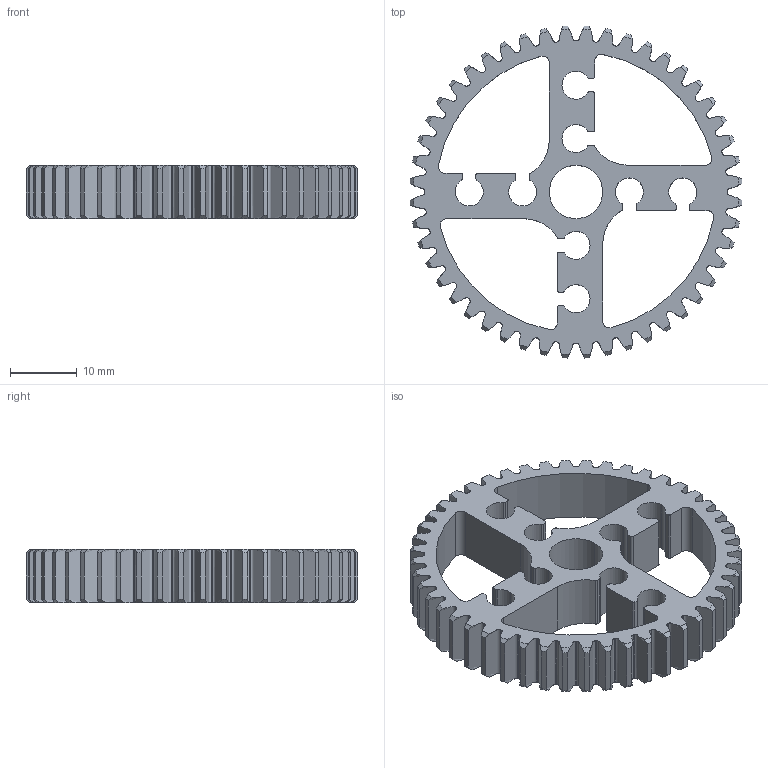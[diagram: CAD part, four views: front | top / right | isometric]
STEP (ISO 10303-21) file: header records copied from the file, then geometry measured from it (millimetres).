
FILE_DESCRIPTION (( 'STEP AP214' ), '1' );
FILE_NAME ('Gear 48T喘謫.step', '2016-10-28T04:15:27', ( 'dell' ), ( '' ), 'SwSTEP 2.0', 'SolidWorks 2013', '' );
FILE_SCHEMA (( 'AUTOMOTIVE_DESIGN' ));
Length unit declared in the file: millimetre
Products named in the file (1): Gear 48T喘謫
Bounding box: 49.74 x 49.74 x 8 mm (x, y, z)
Volume: 6117.9 mm3; surface area: 6573.1 mm2
Topology: 1 solids, 1 shells, 388 faces, 1158 edges, 772 vertices
Faces by surface type: cylinder 166, bspline 96, cone 96, plane 30
Entity records: 18044 total; most frequent: CARTESIAN_POINT 8175, ORIENTED_EDGE 2316, DIRECTION 1788, EDGE_CURVE 1158, VERTEX_POINT 772, AXIS2_PLACEMENT_3D 721, CIRCLE 428, EDGE_LOOP 398
